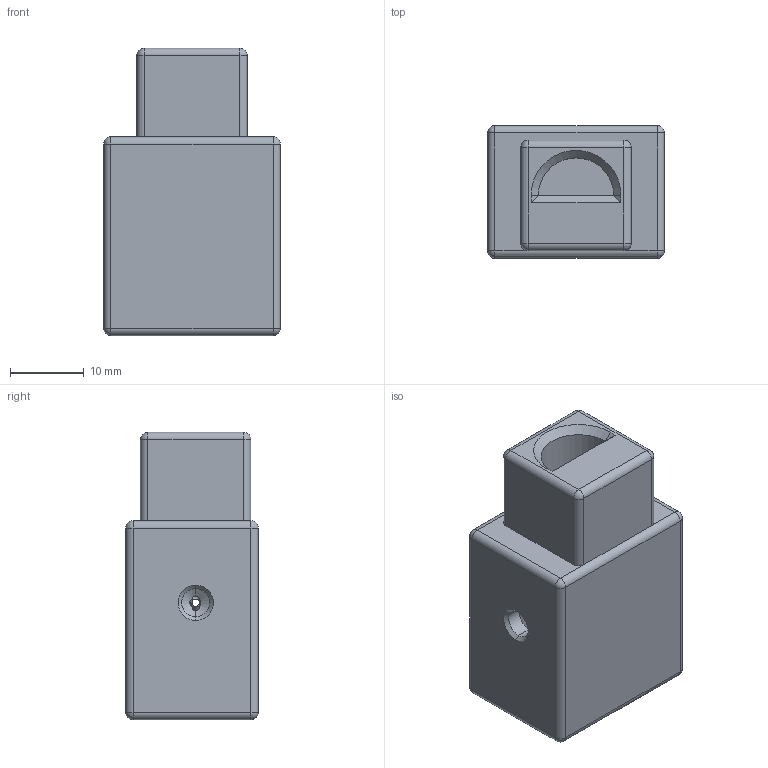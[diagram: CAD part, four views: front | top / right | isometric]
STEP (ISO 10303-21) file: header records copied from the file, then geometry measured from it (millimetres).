
FILE_DESCRIPTION (( 'STEP AP203' ), '1' );
FILE_NAME ('TriPhantomV21mm.STEP', '2018-03-15T07:44:15', ( '' ), ( '' ), 'SwSTEP 2.0', 'SolidWorks 2016', '' );
FILE_SCHEMA (( 'CONFIG_CONTROL_DESIGN' ));
Length unit declared in the file: millimetre
Products named in the file (1): TriPhantomV21mm
Bounding box: 24 x 18 x 39 mm (x, y, z)
Volume: 13741.7 mm3; surface area: 4272.5 mm2
Topology: 1 solids, 1 shells, 76 faces, 197 edges, 108 vertices
Faces by surface type: cylinder 25, bspline 16, plane 14, sphere 12, cone 7, torus 2
Entity records: 3266 total; most frequent: CARTESIAN_POINT 1515, ORIENTED_EDGE 370, DIRECTION 324, EDGE_CURVE 185, AXIS2_PLACEMENT_3D 128, VERTEX_POINT 108, EDGE_LOOP 83, FACE_OUTER_BOUND 76
